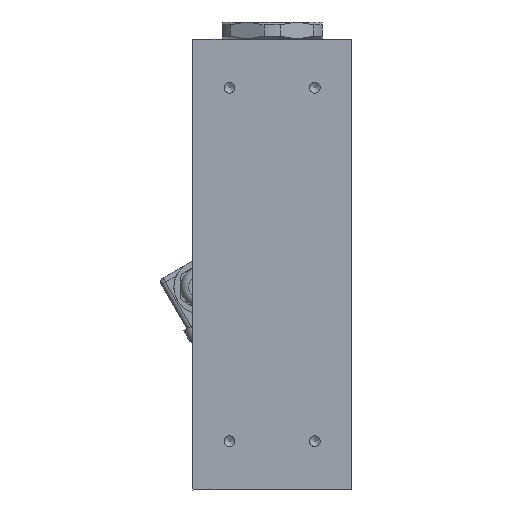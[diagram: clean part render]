
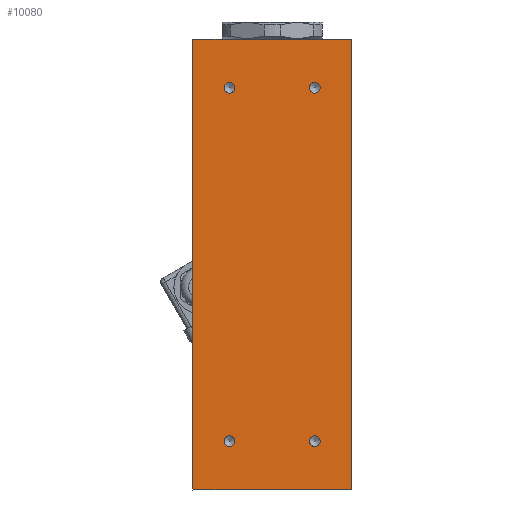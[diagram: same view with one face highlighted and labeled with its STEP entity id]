
A CAD part, front view. The second image highlights one B-rep face of the part: STEP entity #10080.
In plain terms, the highlighted planar face has unit normal (0, -1, 0).
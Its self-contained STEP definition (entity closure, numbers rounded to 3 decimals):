
#433=FACE_BOUND('',#1702,.T.);
#434=FACE_BOUND('',#1703,.T.);
#435=FACE_BOUND('',#1704,.T.);
#436=FACE_BOUND('',#1705,.T.);
#621=PLANE('',#11022);
#1076=FACE_OUTER_BOUND('',#1701,.T.);
#1701=EDGE_LOOP('',(#7835,#7836,#7837,#7838));
#1702=EDGE_LOOP('',(#7839,#7840));
#1703=EDGE_LOOP('',(#7841,#7842));
#1704=EDGE_LOOP('',(#7843,#7844));
#1705=EDGE_LOOP('',(#7845,#7846));
#2336=LINE('',#17710,#2995);
#2343=LINE('',#17737,#3002);
#2344=LINE('',#17739,#3003);
#2345=LINE('',#17740,#3004);
#2995=VECTOR('',#13204,10.);
#3002=VECTOR('',#13225,10.);
#3003=VECTOR('',#13226,10.);
#3004=VECTOR('',#13227,10.);
#3625=CIRCLE('',#11023,2.23);
#3626=CIRCLE('',#11024,2.23);
#3627=CIRCLE('',#11025,2.23);
#3628=CIRCLE('',#11026,2.23);
#3629=CIRCLE('',#11027,2.23);
#3630=CIRCLE('',#11028,2.23);
#3631=CIRCLE('',#11029,2.23);
#3632=CIRCLE('',#11030,2.23);
#4422=VERTEX_POINT('',#17703);
#4425=VERTEX_POINT('',#17708);
#4438=VERTEX_POINT('',#17736);
#4439=VERTEX_POINT('',#17738);
#4440=VERTEX_POINT('',#17741);
#4441=VERTEX_POINT('',#17742);
#4442=VERTEX_POINT('',#17745);
#4443=VERTEX_POINT('',#17746);
#4444=VERTEX_POINT('',#17749);
#4445=VERTEX_POINT('',#17750);
#4446=VERTEX_POINT('',#17753);
#4447=VERTEX_POINT('',#17754);
#5632=EDGE_CURVE('',#4425,#4422,#2336,.T.);
#5645=EDGE_CURVE('',#4438,#4422,#2343,.T.);
#5646=EDGE_CURVE('',#4439,#4425,#2344,.T.);
#5647=EDGE_CURVE('',#4439,#4438,#2345,.T.);
#5648=EDGE_CURVE('',#4440,#4441,#3625,.T.);
#5649=EDGE_CURVE('',#4441,#4440,#3626,.T.);
#5650=EDGE_CURVE('',#4442,#4443,#3627,.T.);
#5651=EDGE_CURVE('',#4443,#4442,#3628,.T.);
#5652=EDGE_CURVE('',#4444,#4445,#3629,.T.);
#5653=EDGE_CURVE('',#4445,#4444,#3630,.T.);
#5654=EDGE_CURVE('',#4446,#4447,#3631,.T.);
#5655=EDGE_CURVE('',#4447,#4446,#3632,.T.);
#7835=ORIENTED_EDGE('',*,*,#5645,.T.);
#7836=ORIENTED_EDGE('',*,*,#5632,.F.);
#7837=ORIENTED_EDGE('',*,*,#5646,.F.);
#7838=ORIENTED_EDGE('',*,*,#5647,.T.);
#7839=ORIENTED_EDGE('',*,*,#5648,.T.);
#7840=ORIENTED_EDGE('',*,*,#5649,.T.);
#7841=ORIENTED_EDGE('',*,*,#5650,.T.);
#7842=ORIENTED_EDGE('',*,*,#5651,.T.);
#7843=ORIENTED_EDGE('',*,*,#5652,.T.);
#7844=ORIENTED_EDGE('',*,*,#5653,.T.);
#7845=ORIENTED_EDGE('',*,*,#5654,.T.);
#7846=ORIENTED_EDGE('',*,*,#5655,.T.);
#10080=ADVANCED_FACE('',(#1076,#433,#434,#435,#436),#621,.T.);
#11022=AXIS2_PLACEMENT_3D('',#17735,#13223,#13224);
#11023=AXIS2_PLACEMENT_3D('',#17743,#13228,#13229);
#11024=AXIS2_PLACEMENT_3D('',#17744,#13230,#13231);
#11025=AXIS2_PLACEMENT_3D('',#17747,#13232,#13233);
#11026=AXIS2_PLACEMENT_3D('',#17748,#13234,#13235);
#11027=AXIS2_PLACEMENT_3D('',#17751,#13236,#13237);
#11028=AXIS2_PLACEMENT_3D('',#17752,#13238,#13239);
#11029=AXIS2_PLACEMENT_3D('',#17755,#13240,#13241);
#11030=AXIS2_PLACEMENT_3D('',#17756,#13242,#13243);
#13204=DIRECTION('',(0.,0.,-1.));
#13223=DIRECTION('center_axis',(0.,-1.,0.));
#13224=DIRECTION('ref_axis',(0.,0.,
1.));
#13225=DIRECTION('',(1.,0.,0.));
#13226=DIRECTION('',(1.,0.,0.));
#13227=DIRECTION('',(0.,0.,-1.));
#13228=DIRECTION('center_axis',(0.,1.,0.));
#13229=DIRECTION('ref_axis',(-1.,0.,0.));
#13230=DIRECTION('center_axis',(0.,1.,0.));
#13231=DIRECTION('ref_axis',(-1.,0.,0.));
#13232=DIRECTION('center_axis',(0.,1.,0.));
#13233=DIRECTION('ref_axis',(-1.,0.,0.));
#13234=DIRECTION('center_axis',(0.,1.,0.));
#13235=DIRECTION('ref_axis',(-1.,0.,0.));
#13236=DIRECTION('center_axis',(0.,1.,0.));
#13237=DIRECTION('ref_axis',(-1.,0.,0.));
#13238=DIRECTION('center_axis',(0.,1.,0.));
#13239=DIRECTION('ref_axis',(-1.,0.,0.));
#13240=DIRECTION('center_axis',(0.,1.,0.));
#13241=DIRECTION('ref_axis',(-1.,0.,0.));
#13242=DIRECTION('center_axis',(0.,1.,0.));
#13243=DIRECTION('ref_axis',(-1.,0.,0.));
#17703=CARTESIAN_POINT('',(-95.378,-235.484,184.394));
#17708=CARTESIAN_POINT('',(-95.378,-235.484,369.394));
#17710=CARTESIAN_POINT('',(-95.378,-235.484,369.394));
#17735=CARTESIAN_POINT('Origin',(-160.378,-235.484,369.394));
#17736=CARTESIAN_POINT('',(-160.378,-235.484,184.394));
#17737=CARTESIAN_POINT('',(-160.378,-235.484,184.394));
#17738=CARTESIAN_POINT('',(-160.378,-235.484,369.394));
#17739=CARTESIAN_POINT('',(-160.378,-235.484,369.394));
#17740=CARTESIAN_POINT('',(-160.378,-235.484,369.394));
#17741=CARTESIAN_POINT('',(-147.608,-235.484,204.394));
#17742=CARTESIAN_POINT('',(-143.149,-235.484,204.394));
#17743=CARTESIAN_POINT('Origin',(-145.378,-235.484,204.394));
#17744=CARTESIAN_POINT('Origin',(-145.378,-235.484,204.394));
#17745=CARTESIAN_POINT('',(-112.608,-235.484,349.394));
#17746=CARTESIAN_POINT('',(-108.149,-235.484,349.394));
#17747=CARTESIAN_POINT('Origin',(-110.378,-235.484,349.394));
#17748=CARTESIAN_POINT('Origin',(-110.378,-235.484,349.394));
#17749=CARTESIAN_POINT('',(-112.608,-235.484,204.394));
#17750=CARTESIAN_POINT('',(-108.149,-235.484,204.394));
#17751=CARTESIAN_POINT('Origin',(-110.378,-235.484,204.394));
#17752=CARTESIAN_POINT('Origin',(-110.378,-235.484,204.394));
#17753=CARTESIAN_POINT('',(-147.608,-235.484,349.394));
#17754=CARTESIAN_POINT('',(-143.149,-235.484,349.394));
#17755=CARTESIAN_POINT('Origin',(-145.378,-235.484,349.394));
#17756=CARTESIAN_POINT('Origin',(-145.378,-235.484,349.394));
